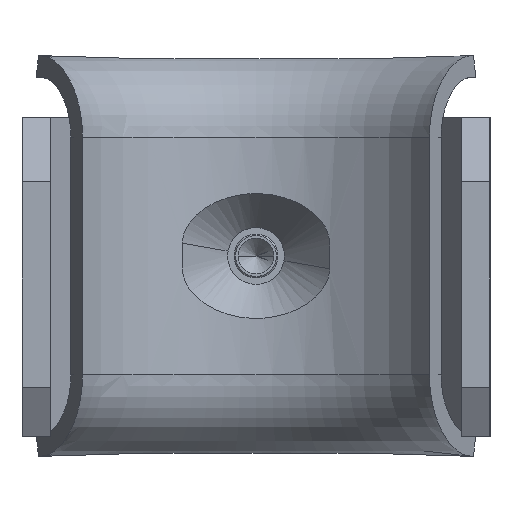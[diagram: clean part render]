
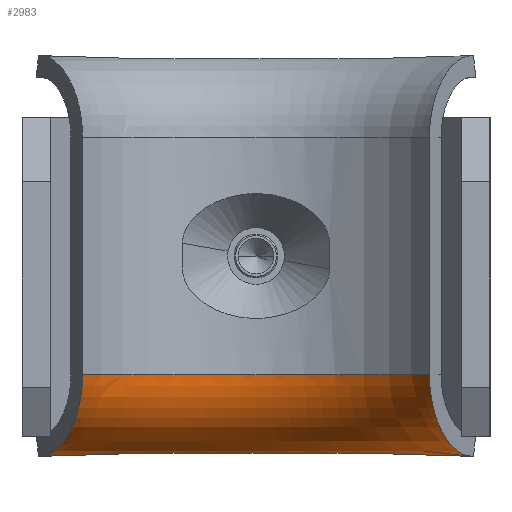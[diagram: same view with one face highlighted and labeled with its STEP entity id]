
A CAD part, front view. The second image highlights one B-rep face of the part: STEP entity #2983.
In plain terms, the highlighted toroidal (fillet/blend) face has major radius 19.75 mm and minor radius 5.75 mm.
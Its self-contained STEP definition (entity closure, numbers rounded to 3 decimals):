
#249 = CIRCLE ( 'NONE', #11533, 14. ) ;
#370 = CARTESIAN_POINT ( 'NONE',  ( -14.038, 1.411, -13.62 ) ) ;
#439 = VERTEX_POINT ( 'NONE', #4769 ) ;
#509 = CARTESIAN_POINT ( 'NONE',  ( -13.083, -0.386, -12.325 ) ) ;
#677 = CARTESIAN_POINT ( 'NONE',  ( 13.536, 0.467, -13.067 ) ) ;
#736 = B_SPLINE_CURVE_WITH_KNOTS ( 'NONE', 3,
 ( #1676, #10828, #4794, #1742, #5654, #8645, #2853, #9656, #10770, #8581, #7610, #5843, #6694, #12580, #677, #3643, #12643, #9845, #10705, #5727 ),
 .UNSPECIFIED., .F., .F.,
 ( 4, 2, 2, 2, 2, 2, 2, 2, 2, 4 ),
 ( 0.037, 0.037, 0.038, 0.038, 0.039, 0.04, 0.041, 0.043, 0.044, 0.046 ),
 .UNSPECIFIED. ) ;
#818 = CARTESIAN_POINT ( 'NONE',  ( -2.91, 9.184, -13.903 ) ) ;
#841 = DIRECTION ( 'NONE',  ( 1., 0., 0. ) ) ;
#882 = CARTESIAN_POINT ( 'NONE',  ( -5.791, 8.507, -13.912 ) ) ;
#937 = CARTESIAN_POINT ( 'NONE',  ( 8.562, 7.312, -13.928 ) ) ;
#1181 = CARTESIAN_POINT ( 'NONE',  ( -13.074, 4.998, -14.083 ) ) ;
#1234 = CARTESIAN_POINT ( 'NONE',  ( -15.335, 3.85, -14.129 ) ) ;
#1303 = CARTESIAN_POINT ( 'NONE',  ( -12.281, -1.893, -9.389 ) ) ;
#1348 = DIRECTION ( 'NONE',  ( 0., 0., 1. ) ) ;
#1358 = VERTEX_POINT ( 'NONE', #9817 ) ;
#1514 = CARTESIAN_POINT ( 'NONE',  ( -12.234, -1.983, -8.381 ) ) ;
#1676 = CARTESIAN_POINT ( 'NONE',  ( 12.234, -1.983, -8.381 ) ) ;
#1693 = CARTESIAN_POINT ( 'NONE',  ( 7.209, 7.994, -13.919 ) ) ;
#1742 = CARTESIAN_POINT ( 'NONE',  ( 12.264, -1.927, -9.19 ) ) ;
#1745 = TOROIDAL_SURFACE ( 'NONE', #7777, 19.75, 5.75 ) ;
#1782 = CARTESIAN_POINT ( 'NONE',  ( 0., -8.791, -8.381 ) ) ;
#1820 = ORIENTED_EDGE ( 'NONE', *, *, #12465, .T. ) ;
#2109 = CARTESIAN_POINT ( 'NONE',  ( -10.821, 6.16, -13.98 ) ) ;
#2160 = EDGE_CURVE ( 'NONE', #12755, #6440, #736, .T. ) ;
#2208 = FACE_OUTER_BOUND ( 'NONE', #9455, .T. ) ;
#2217 = EDGE_CURVE ( 'NONE', #1358, #439, #7751, .T. ) ;
#2224 = CARTESIAN_POINT ( 'NONE',  ( -14.954, 3.132, -14.145 ) ) ;
#2379 = CARTESIAN_POINT ( 'NONE',  ( 12.234, -1.983, -8.381 ) ) ;
#2852 = CARTESIAN_POINT ( 'NONE',  ( 10.82, 6.16, -13.98 ) ) ;
#2853 = CARTESIAN_POINT ( 'NONE',  ( 12.357, -1.752, -9.972 ) ) ;
#2983 = ADVANCED_FACE ( 'NONE', ( #2208 ), #1745, .T. ) ;
#2984 = CARTESIAN_POINT ( 'NONE',  ( -14.2, 4.417, -14.14 ) ) ;
#3004 = CARTESIAN_POINT ( 'NONE',  ( -1.446, 9.35, -13.901 ) ) ;
#3143 = CARTESIAN_POINT ( 'NONE',  ( 0., -8.791, -8.381 ) ) ;
#3227 = CARTESIAN_POINT ( 'NONE',  ( -12.597, -1.3, -11.076 ) ) ;
#3436 = EDGE_CURVE ( 'NONE', #5992, #439, #7227, .T. ) ;
#3615 = ORIENTED_EDGE ( 'NONE', *, *, #2160, .F. ) ;
#3643 = CARTESIAN_POINT ( 'NONE',  ( 13.866, 1.086, -13.456 ) ) ;
#3657 = ORIENTED_EDGE ( 'NONE', *, *, #3436, .T. ) ;
#3760 = CARTESIAN_POINT ( 'NONE',  ( 15.335, 3.85, -14.129 ) ) ;
#3853 = VERTEX_POINT ( 'NONE', #6989 ) ;
#3904 = CARTESIAN_POINT ( 'NONE',  ( -7.209, 7.995, -13.919 ) ) ;
#3955 = CARTESIAN_POINT ( 'NONE',  ( 5.792, 8.506, -13.912 ) ) ;
#4100 = CARTESIAN_POINT ( 'NONE',  ( -12.234, -1.983, -8.381 ) ) ;
#4249 = CARTESIAN_POINT ( 'NONE',  ( -12.234, -1.983, -8.582 ) ) ;
#4512 = CARTESIAN_POINT ( 'NONE',  ( -12.357, -1.752, -9.972 ) ) ;
#4769 = CARTESIAN_POINT ( 'NONE',  ( -15.335, 3.85, -14.129 ) ) ;
#4794 = CARTESIAN_POINT ( 'NONE',  ( 12.24, -1.972, -8.787 ) ) ;
#4856 = CARTESIAN_POINT ( 'NONE',  ( 14.2, 4.417, -14.14 ) ) ;
#4915 = CARTESIAN_POINT ( 'NONE',  ( -8.562, 7.312, -13.928 ) ) ;
#5421 = CARTESIAN_POINT ( 'NONE',  ( -12.703, -1.101, -11.411 ) ) ;
#5489 = CARTESIAN_POINT ( 'NONE',  ( -12.425, -1.623, -10.351 ) ) ;
#5654 = CARTESIAN_POINT ( 'NONE',  ( 12.281, -1.893, -9.389 ) ) ;
#5727 = CARTESIAN_POINT ( 'NONE',  ( 15.335, 3.85, -14.129 ) ) ;
#5843 = CARTESIAN_POINT ( 'NONE',  ( 12.947, -0.642, -12.038 ) ) ;
#5992 = VERTEX_POINT ( 'NONE', #4100 ) ;
#6411 = CARTESIAN_POINT ( 'NONE',  ( -13.536, 0.467, -13.067 ) ) ;
#6440 = VERTEX_POINT ( 'NONE', #3760 ) ;
#6694 = CARTESIAN_POINT ( 'NONE',  ( 13.083, -0.386, -12.325 ) ) ;
#6989 = CARTESIAN_POINT ( 'NONE',  ( 8.562, 7.312, -13.928 ) ) ;
#7227 = B_SPLINE_CURVE_WITH_KNOTS ( 'NONE', 3,
 ( #1514, #4249, #9348, #11249, #1303, #11382, #4512, #5489, #10483, #3227, #5421, #9494, #509, #7309, #6411, #11319, #370, #8280, #2224, #1234 ),
 .UNSPECIFIED., .F., .F.,
 ( 4, 2, 2, 2, 2, 2, 2, 2, 2, 4 ),
 ( 0.037, 0.037, 0.038, 0.038, 0.039, 0.04, 0.041, 0.043, 0.044, 0.046 ),
 .UNSPECIFIED. ) ;
#7309 = CARTESIAN_POINT ( 'NONE',  ( -13.379, 0.17, -12.841 ) ) ;
#7547 = EDGE_CURVE ( 'NONE', #12755, #5992, #249, .T. ) ;
#7610 = CARTESIAN_POINT ( 'NONE',  ( 12.703, -1.101, -11.411 ) ) ;
#7682 = ORIENTED_EDGE ( 'NONE', *, *, #7547, .T. ) ;
#7751 = B_SPLINE_CURVE_WITH_KNOTS ( 'NONE', 3,
 ( #4915, #8962, #2109, #1181, #2984, #11988 ),
 .UNSPECIFIED., .F., .F.,
 ( 4, 2, 4 ),
 ( 0.013, 0.017, 0.021 ),
 .UNSPECIFIED. ) ;
#7777 = AXIS2_PLACEMENT_3D ( 'NONE', #3143, #1348, #12203 ) ;
#8280 = CARTESIAN_POINT ( 'NONE',  ( -14.58, 2.429, -14.018 ) ) ;
#8581 = CARTESIAN_POINT ( 'NONE',  ( 12.597, -1.3, -11.076 ) ) ;
#8644 = CARTESIAN_POINT ( 'NONE',  ( 8.562, 7.312, -13.928 ) ) ;
#8645 = CARTESIAN_POINT ( 'NONE',  ( 12.328, -1.806, -9.78 ) ) ;
#8706 = CARTESIAN_POINT ( 'NONE',  ( 9.693, 6.74, -13.935 ) ) ;
#8962 = CARTESIAN_POINT ( 'NONE',  ( -9.694, 6.74, -13.935 ) ) ;
#9348 = CARTESIAN_POINT ( 'NONE',  ( -12.24, -1.972, -8.787 ) ) ;
#9455 = EDGE_LOOP ( 'NONE', ( #1820, #9934, #3615, #7682, #3657, #11447 ) ) ;
#9494 = CARTESIAN_POINT ( 'NONE',  ( -12.947, -0.642, -12.038 ) ) ;
#9656 = CARTESIAN_POINT ( 'NONE',  ( 12.425, -1.623, -10.351 ) ) ;
#9759 = DIRECTION ( 'NONE',  ( 0., 0., 1. ) ) ;
#9817 = CARTESIAN_POINT ( 'NONE',  ( -8.562, 7.312, -13.928 ) ) ;
#9845 = CARTESIAN_POINT ( 'NONE',  ( 14.58, 2.429, -14.018 ) ) ;
#9925 = CARTESIAN_POINT ( 'NONE',  ( -8.562, 7.312, -13.928 ) ) ;
#9934 = ORIENTED_EDGE ( 'NONE', *, *, #10331, .F. ) ;
#10301 = B_SPLINE_CURVE_WITH_KNOTS ( 'NONE', 3,
 ( #9925, #3904, #882, #818, #3004, #11687, #10848, #3955, #1693, #937 ),
 .UNSPECIFIED., .F., .F.,
 ( 4, 2, 2, 2, 4 ),
 ( 0., 0.25, 0.5, 0.75, 1. ),
 .UNSPECIFIED. ) ;
#10331 = EDGE_CURVE ( 'NONE', #6440, #3853, #12851, .T. ) ;
#10483 = CARTESIAN_POINT ( 'NONE',  ( -12.465, -1.548, -10.537 ) ) ;
#10704 = CARTESIAN_POINT ( 'NONE',  ( 15.335, 3.85, -14.129 ) ) ;
#10705 = CARTESIAN_POINT ( 'NONE',  ( 14.954, 3.132, -14.145 ) ) ;
#10770 = CARTESIAN_POINT ( 'NONE',  ( 12.465, -1.548, -10.537 ) ) ;
#10828 = CARTESIAN_POINT ( 'NONE',  ( 12.234, -1.983, -8.582 ) ) ;
#10848 = CARTESIAN_POINT ( 'NONE',  ( 2.912, 9.184, -13.903 ) ) ;
#11249 = CARTESIAN_POINT ( 'NONE',  ( -12.264, -1.927, -9.19 ) ) ;
#11319 = CARTESIAN_POINT ( 'NONE',  ( -13.866, 1.086, -13.456 ) ) ;
#11382 = CARTESIAN_POINT ( 'NONE',  ( -12.328, -1.806, -9.78 ) ) ;
#11447 = ORIENTED_EDGE ( 'NONE', *, *, #2217, .F. ) ;
#11533 = AXIS2_PLACEMENT_3D ( 'NONE', #1782, #9759, #841 ) ;
#11687 = CARTESIAN_POINT ( 'NONE',  ( 1.449, 9.35, -13.901 ) ) ;
#11988 = CARTESIAN_POINT ( 'NONE',  ( -15.335, 3.85, -14.129 ) ) ;
#12203 = DIRECTION ( 'NONE',  ( 1., 0., 0. ) ) ;
#12465 = EDGE_CURVE ( 'NONE', #1358, #3853, #10301, .T. ) ;
#12580 = CARTESIAN_POINT ( 'NONE',  ( 13.379, 0.17, -12.841 ) ) ;
#12643 = CARTESIAN_POINT ( 'NONE',  ( 14.038, 1.411, -13.62 ) ) ;
#12701 = CARTESIAN_POINT ( 'NONE',  ( 13.074, 4.999, -14.083 ) ) ;
#12755 = VERTEX_POINT ( 'NONE', #2379 ) ;
#12851 = B_SPLINE_CURVE_WITH_KNOTS ( 'NONE', 3,
 ( #10704, #4856, #12701, #2852, #8706, #8644 ),
 .UNSPECIFIED., .F., .F.,
 ( 4, 2, 4 ),
 ( 0.009, 0.013, 0.017 ),
 .UNSPECIFIED. ) ;
